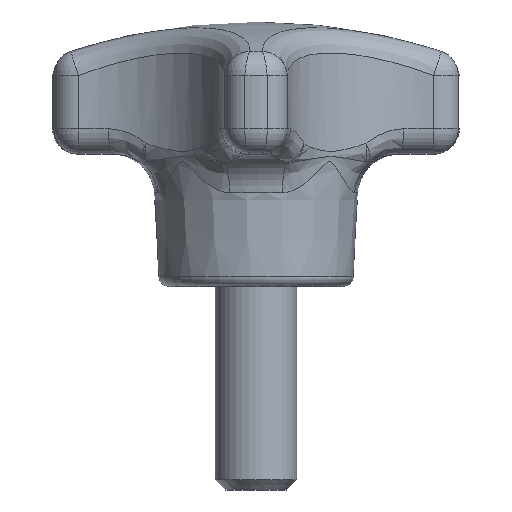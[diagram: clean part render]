
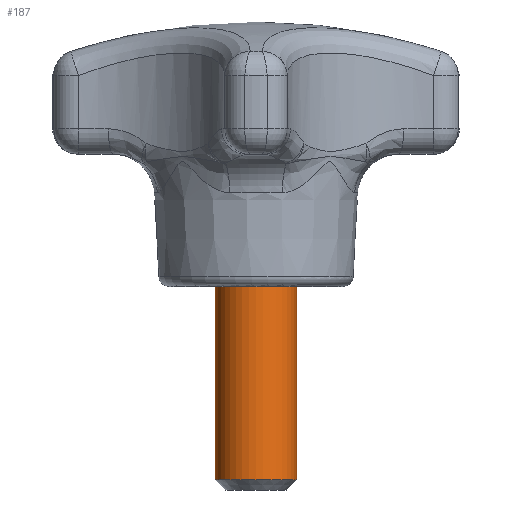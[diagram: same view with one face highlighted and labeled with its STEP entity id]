
A CAD part, front view. The second image highlights one B-rep face of the part: STEP entity #187.
In plain terms, the highlighted cylindrical face has radius 4 mm (diameter 8 mm), a full revolution.
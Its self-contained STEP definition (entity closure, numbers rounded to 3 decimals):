
#187 = ADVANCED_FACE( '', ( #422, #423 ), #424, .T. );
#422 = FACE_OUTER_BOUND( '', #3446, .T. );
#423 = FACE_OUTER_BOUND( '', #3447, .T. );
#424 = CYLINDRICAL_SURFACE( '', #3448, 4. );
#3446 = EDGE_LOOP( '', ( #8512 ) );
#3447 = EDGE_LOOP( '', ( #8513 ) );
#3448 = AXIS2_PLACEMENT_3D( '', #8514, #8515, #8516 );
#8512 = ORIENTED_EDGE( '', *, *, #9046, .T. );
#8513 = ORIENTED_EDGE( '', *, *, #9047, .T. );
#8514 = CARTESIAN_POINT( '', ( 0., 0., -20. ) );
#8515 = DIRECTION( '', ( 0., 0., -1. ) );
#8516 = DIRECTION( '', ( 1., 0., 0. ) );
#9046 = EDGE_CURVE( '', #9404, #9404, #9405, .F. );
#9047 = EDGE_CURVE( '', #9406, #9406, #9407, .F. );
#9404 = VERTEX_POINT( '', #10845 );
#9405 = CIRCLE( '', #10846, 4. );
#9406 = VERTEX_POINT( '', #10847 );
#9407 = CIRCLE( '', #10848, 4. );
#10845 = CARTESIAN_POINT( '', ( -4., 0., -19. ) );
#10846 = AXIS2_PLACEMENT_3D( '', #12051, #12052, #12053 );
#10847 = CARTESIAN_POINT( '', ( 4., 0., 0. ) );
#10848 = AXIS2_PLACEMENT_3D( '', #12054, #12055, #12056 );
#12051 = CARTESIAN_POINT( '', ( 0., 0., -19. ) );
#12052 = DIRECTION( '', ( 0., 0., -1. ) );
#12053 = DIRECTION( '', ( -1., 0., 0. ) );
#12054 = CARTESIAN_POINT( '', ( 0., 0., 0. ) );
#12055 = DIRECTION( '', ( 0., 0., 1. ) );
#12056 = DIRECTION( '', ( 1., 0., 0. ) );
